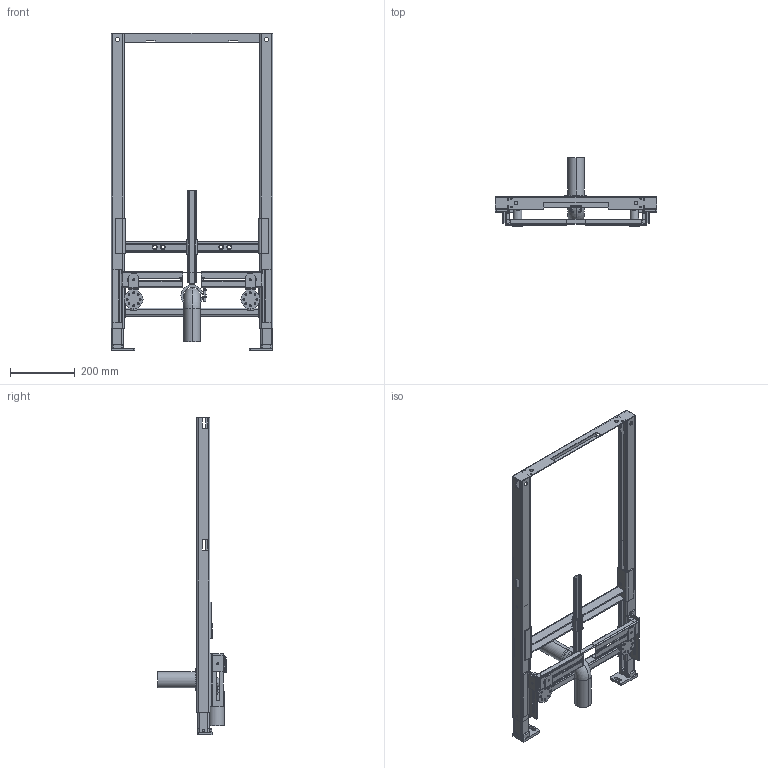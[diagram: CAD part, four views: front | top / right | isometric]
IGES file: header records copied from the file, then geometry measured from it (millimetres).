
Global section: file name: No Iges File Name specified; native system: Autodesk Inventor 2012; preprocessor: AutoDesk Inventor Iges Exporter R2012; author: ml; date: 20130320.231608; units: millimetre
Bounding box: 499 x 211.5 x 980 mm (x, y, z)
Volume: 1608838.6 mm3; surface area: 1347188.1 mm2
Topology: 26 solids, 27 shells, 818 faces, 2190 edges, 1431 vertices
Faces by surface type: plane 453, revolution 214, cylinder 139, cone 8, bspline 2, torus 2
